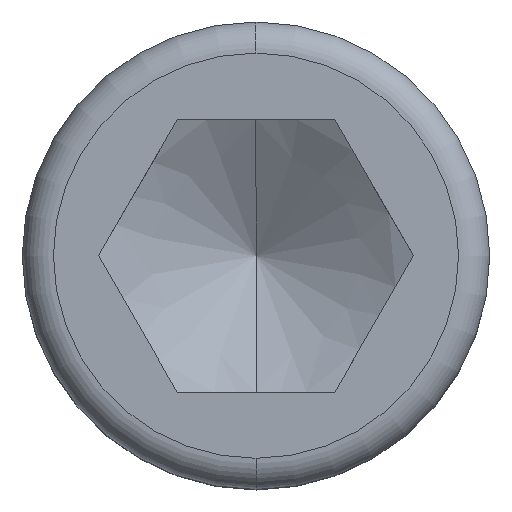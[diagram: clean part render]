
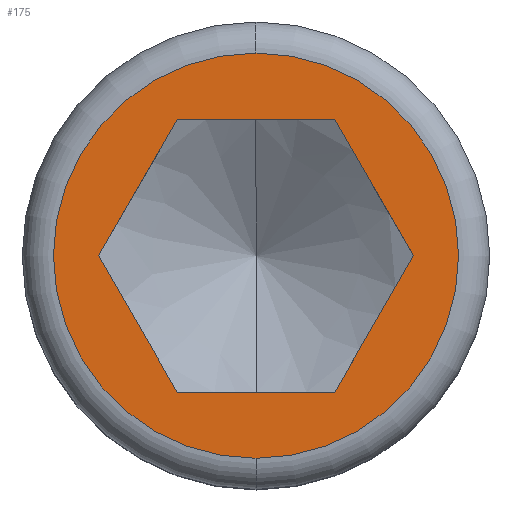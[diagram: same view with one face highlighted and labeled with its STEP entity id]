
A CAD part, top view. The second image highlights one B-rep face of the part: STEP entity #175.
In plain terms, the highlighted planar face has unit normal (0, 0, 1).
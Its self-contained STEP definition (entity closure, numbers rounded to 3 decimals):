
#157=VERTEX_POINT('',#391);
#171=EDGE_CURVE('',#221,#157,#406,.T.);
#175=ADVANCED_FACE('',(#410,#411),#412,.T.);
#193=EDGE_CURVE('',#259,#261,#431,.T.);
#219=EDGE_CURVE('',#293,#263,#464,.T.);
#221=VERTEX_POINT('',#466);
#247=EDGE_CURVE('',#261,#259,#493,.T.);
#255=EDGE_CURVE('',#263,#287,#501,.T.);
#259=VERTEX_POINT('',#506);
#261=VERTEX_POINT('',#508);
#263=VERTEX_POINT('',#510);
#271=EDGE_CURVE('',#287,#221,#518,.T.);
#273=EDGE_CURVE('',#339,#293,#520,.T.);
#287=VERTEX_POINT('',#535);
#293=VERTEX_POINT('',#541);
#321=EDGE_CURVE('',#157,#339,#574,.T.);
#339=VERTEX_POINT('',#593);
#391=CARTESIAN_POINT('',(4.043,-7.002,16.));
#406=LINE('',#673,#674);
#410=FACE_BOUND('',#679,.T.);
#411=FACE_OUTER_BOUND('',#680,.T.);
#412=PLANE('',#681);
#431=CIRCLE('',#705,10.4);
#464=LINE('',#741,#742);
#466=CARTESIAN_POINT('',(8.085,0.0,16.));
#493=CIRCLE('',#810,10.4);
#501=LINE('',#820,#821);
#506=CARTESIAN_POINT('',(0.,-10.4,16.));
#508=CARTESIAN_POINT('',(0.,10.4,16.));
#510=CARTESIAN_POINT('',(-4.043,7.002,16.));
#518=LINE('',#841,#842);
#520=LINE('',#845,#846);
#535=CARTESIAN_POINT('',(4.043,7.002,16.));
#541=CARTESIAN_POINT('',(-8.085,0.0,16.));
#574=LINE('',#934,#935);
#593=CARTESIAN_POINT('',(-4.042,-7.002,16.));
#673=CARTESIAN_POINT('',(5.053,-5.251,16.));
#674=VECTOR('',#1048,1.0);
#679=EDGE_LOOP('',(#1053,#1054,#1055,#1056,#1057,#1058));
#680=EDGE_LOOP('',(#1059,#1060));
#681=AXIS2_PLACEMENT_3D('',#1061,#1062,#1063);
#705=AXIS2_PLACEMENT_3D('',#1078,#1079,#1080);
#741=CARTESIAN_POINT('',(-5.053,5.251,16.));
#742=VECTOR('',#1135,1.0);
#810=AXIS2_PLACEMENT_3D('',#1153,#1154,#1155);
#820=CARTESIAN_POINT('',(2.021,7.002,16.));
#821=VECTOR('',#1159,1.0);
#841=CARTESIAN_POINT('',(7.074,1.75,16.));
#842=VECTOR('',#1172,1.0);
#845=CARTESIAN_POINT('',(-7.074,-1.75,16.));
#846=VECTOR('',#1173,1.0);
#934=CARTESIAN_POINT('',(-2.021,-7.002,16.));
#935=VECTOR('',#1237,1.0);
#1048=DIRECTION('',(-0.5,-0.866,0.0));
#1053=ORIENTED_EDGE('',*,*,#273,.T.);
#1054=ORIENTED_EDGE('',*,*,#219,.T.);
#1055=ORIENTED_EDGE('',*,*,#255,.T.);
#1056=ORIENTED_EDGE('',*,*,#271,.T.);
#1057=ORIENTED_EDGE('',*,*,#171,.T.);
#1058=ORIENTED_EDGE('',*,*,#321,.T.);
#1059=ORIENTED_EDGE('',*,*,#193,.T.);
#1060=ORIENTED_EDGE('',*,*,#247,.T.);
#1061=CARTESIAN_POINT('',(0.,-10.043,16.));
#1062=DIRECTION('',(0.0,0.0,1.0));
#1063=DIRECTION('',(0.,-1.0,0.0));
#1078=CARTESIAN_POINT('',(0.,0.,16.));
#1079=DIRECTION('',(0.0,0.0,1.0));
#1080=DIRECTION('',(-1.0,0.0,0.0));
#1135=DIRECTION('',(0.5,0.866,0.0));
#1153=CARTESIAN_POINT('',(0.,0.,16.));
#1154=DIRECTION('',(0.0,0.0,1.0));
#1155=DIRECTION('',(-1.0,0.0,0.0));
#1159=DIRECTION('',(1.0,0.0,0.0));
#1172=DIRECTION('',(0.5,-0.866,0.0));
#1173=DIRECTION('',(-0.5,0.866,0.0));
#1237=DIRECTION('',(-1.0,0.0,0.0));
